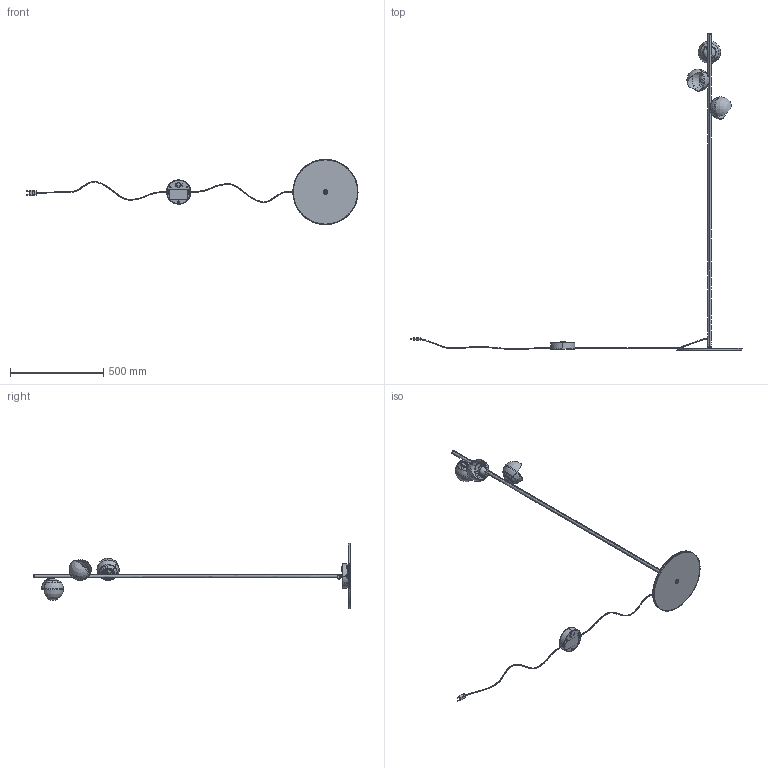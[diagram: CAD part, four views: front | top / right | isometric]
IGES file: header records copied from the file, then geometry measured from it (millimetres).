
Start section: SolidWorks IGES file using analytic representation for surfaces
Global section: file name: 25-A076.IGS; native system: SolidWorks 2020; preprocessor: SolidWorks 2020; author: jguixe; date: 231005.180520; units: millimetre
Bounding box: 1784.23 x 1701.7 x 350 mm (x, y, z)
Surface area: 1290788.7 mm2 (no closed solid volume)
Topology: 0 solids, 0 shells, 1791 faces, 26636 edges, 26609 vertices
Faces by surface type: bspline 1001, revolution 790
